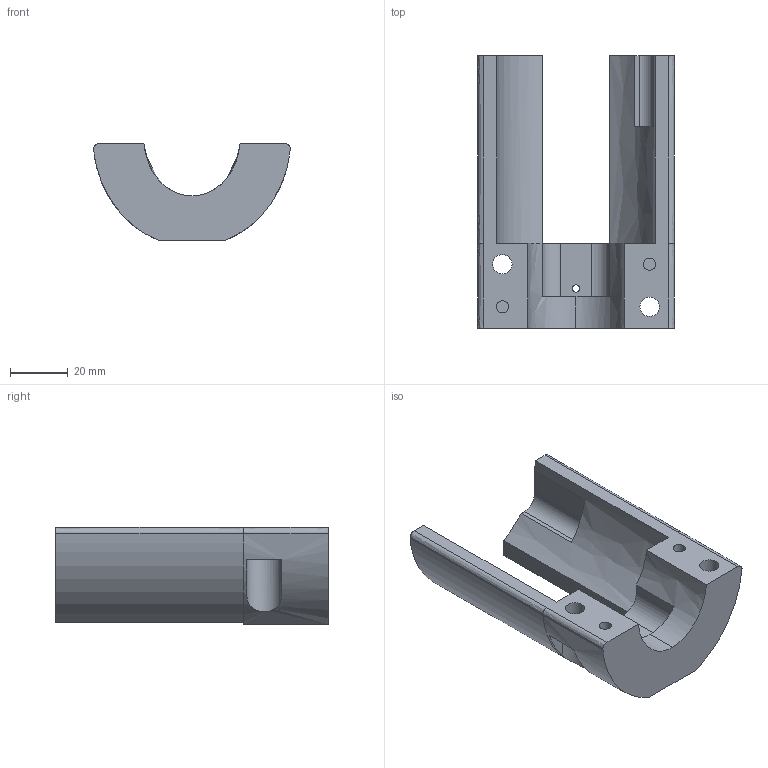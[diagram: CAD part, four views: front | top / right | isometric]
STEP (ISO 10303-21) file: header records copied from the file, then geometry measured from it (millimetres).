
FILE_DESCRIPTION(/* description */ (''),/* implementation_level */ '2;1');
FILE_NAME(/* name */ 'Falcon_Ultimate_Edition_Front_V1.0.step',/* time_stamp */ '2020-01-07T00:58:59+01:00',/* author */ (''),/* organization */ (''),/* preprocessor_version */ 'ST-DEVELOPER v18',/* originating_system */ 'Autodesk Translation Framework v8.12.0.6',/* authorisation */ '');
FILE_SCHEMA (('AUTOMOTIVE_DESIGN { 1 0 10303 214 3 1 1 }'));
Length unit declared in the file: millimetre
Products named in the file (1): V3
Bounding box: 68 x 94.3 x 33.6 mm (x, y, z)
Volume: 66527.3 mm3; surface area: 21315.1 mm2
Topology: 1 solids, 1 shells, 75 faces, 197 edges, 130 vertices
Faces by surface type: plane 50, bspline 14, cylinder 11
Full cylindrical faces by diameter (mm): 2.529 x1, 4.234 x2, 6.74 x2
Entity records: 2773 total; most frequent: CARTESIAN_POINT 964, ORIENTED_EDGE 394, DIRECTION 303, EDGE_CURVE 197, VERTEX_POINT 130, LINE 123, VECTOR 123, AXIS2_PLACEMENT_3D 90
